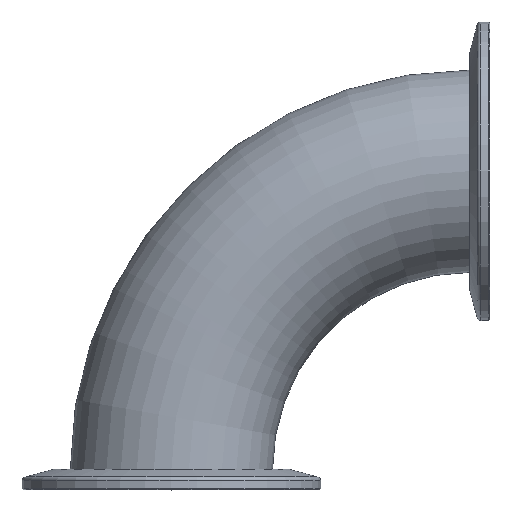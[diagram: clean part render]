
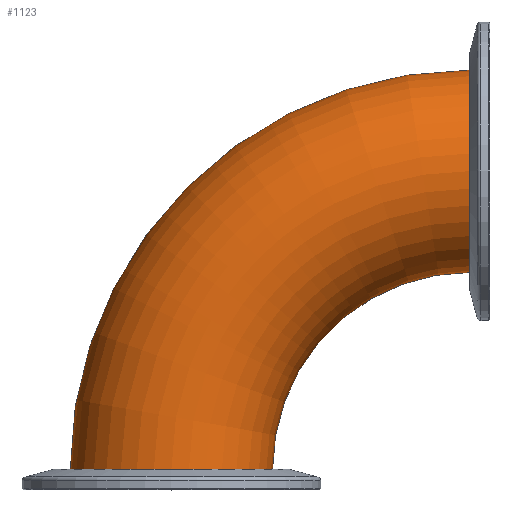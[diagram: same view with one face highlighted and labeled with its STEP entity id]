
A CAD part, top view. The second image highlights one B-rep face of the part: STEP entity #1123.
In plain terms, the highlighted toroidal (fillet/blend) face has major radius 74.9 mm and minor radius 25.4 mm.
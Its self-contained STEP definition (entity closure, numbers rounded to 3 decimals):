
#2 = DIRECTION ( 'NONE',  ( 0., 0., 1. ) ) ;
#3 = CARTESIAN_POINT ( 'NONE',  ( 74.9, 1.6, 0. ) ) ;
#28 = VERTEX_POINT ( 'NONE', #1081 ) ;
#51 = CARTESIAN_POINT ( 'NONE',  ( 74.9, 51.1, 0. ) ) ;
#89 = CARTESIAN_POINT ( 'NONE',  ( 0., 1.6, 0. ) ) ;
#102 = CIRCLE ( 'NONE', #1016, 25.4 ) ;
#112 = ORIENTED_EDGE ( 'NONE', *, *, #676, .F. ) ;
#174 = AXIS2_PLACEMENT_3D ( 'NONE', #827, #821, #837 ) ;
#195 = DIRECTION ( 'NONE',  ( 0., 0., 1. ) ) ;
#202 = CARTESIAN_POINT ( 'NONE',  ( 74.9, 1.6, 0. ) ) ;
#221 = TOROIDAL_SURFACE ( 'NONE', #862, 74.9, 25.4 ) ;
#300 = CARTESIAN_POINT ( 'NONE',  ( 25.4, 1.6, 0. ) ) ;
#315 = AXIS2_PLACEMENT_3D ( 'NONE', #202, #195, #549 ) ;
#316 = EDGE_CURVE ( 'NONE', #882, #28, #472, .T. ) ;
#328 = AXIS2_PLACEMENT_3D ( 'NONE', #686, #613, #871 ) ;
#350 = CARTESIAN_POINT ( 'NONE',  ( -25.4, 1.6, 0. ) ) ;
#352 = CIRCLE ( 'NONE', #328, 25.4 ) ;
#355 = DIRECTION ( 'NONE',  ( 0., 0., 1. ) ) ;
#358 = VERTEX_POINT ( 'NONE', #976 ) ;
#361 = ORIENTED_EDGE ( 'NONE', *, *, #856, .F. ) ;
#369 = ORIENTED_EDGE ( 'NONE', *, *, #425, .T. ) ;
#422 = ORIENTED_EDGE ( 'NONE', *, *, #316, .T. ) ;
#425 = EDGE_CURVE ( 'NONE', #1092, #882, #584, .T. ) ;
#427 = CARTESIAN_POINT ( 'NONE',  ( 74.9, 101.9, 0. ) ) ;
#433 = CARTESIAN_POINT ( 'NONE',  ( 74.9, 1.6, 0. ) ) ;
#434 = DIRECTION ( 'NONE',  ( 0., 0., 1. ) ) ;
#451 = DIRECTION ( 'NONE',  ( 0., 1., 0. ) ) ;
#472 = CIRCLE ( 'NONE', #645, 25.4 ) ;
#538 = EDGE_CURVE ( 'NONE', #1092, #358, #673, .T. ) ;
#545 = DIRECTION ( 'NONE',  ( 0., 1., 0. ) ) ;
#549 = DIRECTION ( 'NONE',  ( 1., 0., 0. ) ) ;
#563 = AXIS2_PLACEMENT_3D ( 'NONE', #3, #434, #1022 ) ;
#584 = CIRCLE ( 'NONE', #315, 100.3 ) ;
#613 = DIRECTION ( 'NONE',  ( 1., 0., 0. ) ) ;
#645 = AXIS2_PLACEMENT_3D ( 'NONE', #851, #545, #881 ) ;
#648 = EDGE_LOOP ( 'NONE', ( #959, #369, #422, #813, #112, #361 ) ) ;
#673 = CIRCLE ( 'NONE', #174, 25.4 ) ;
#676 = EDGE_CURVE ( 'NONE', #1023, #966, #1115, .T. ) ;
#686 = CARTESIAN_POINT ( 'NONE',  ( 74.9, 76.5, 0. ) ) ;
#699 = DIRECTION ( 'NONE',  ( 1., 0., 0. ) ) ;
#776 = EDGE_CURVE ( 'NONE', #28, #966, #102, .T. ) ;
#784 = FACE_OUTER_BOUND ( 'NONE', #648, .T. ) ;
#813 = ORIENTED_EDGE ( 'NONE', *, *, #776, .T. ) ;
#821 = DIRECTION ( 'NONE',  ( 1., 0., 0. ) ) ;
#827 = CARTESIAN_POINT ( 'NONE',  ( 74.9, 76.5, 0. ) ) ;
#837 = DIRECTION ( 'NONE',  ( 0., 0., 1. ) ) ;
#851 = CARTESIAN_POINT ( 'NONE',  ( 0., 1.6, 0. ) ) ;
#856 = EDGE_CURVE ( 'NONE', #358, #1023, #352, .T. ) ;
#862 = AXIS2_PLACEMENT_3D ( 'NONE', #433, #2, #699 ) ;
#871 = DIRECTION ( 'NONE',  ( 0., 0., 1. ) ) ;
#881 = DIRECTION ( 'NONE',  ( 0., 0., 1. ) ) ;
#882 = VERTEX_POINT ( 'NONE', #350 ) ;
#959 = ORIENTED_EDGE ( 'NONE', *, *, #538, .F. ) ;
#966 = VERTEX_POINT ( 'NONE', #300 ) ;
#976 = CARTESIAN_POINT ( 'NONE',  ( 74.9, 76.5, 25.4 ) ) ;
#1016 = AXIS2_PLACEMENT_3D ( 'NONE', #89, #451, #355 ) ;
#1022 = DIRECTION ( 'NONE',  ( 1., 0., 0. ) ) ;
#1023 = VERTEX_POINT ( 'NONE', #51 ) ;
#1081 = CARTESIAN_POINT ( 'NONE',  ( 0., 1.6, 25.4 ) ) ;
#1092 = VERTEX_POINT ( 'NONE', #427 ) ;
#1115 = CIRCLE ( 'NONE', #563, 49.5 ) ;
#1123 = ADVANCED_FACE ( 'NONE', ( #784 ), #221, .T. ) ;
